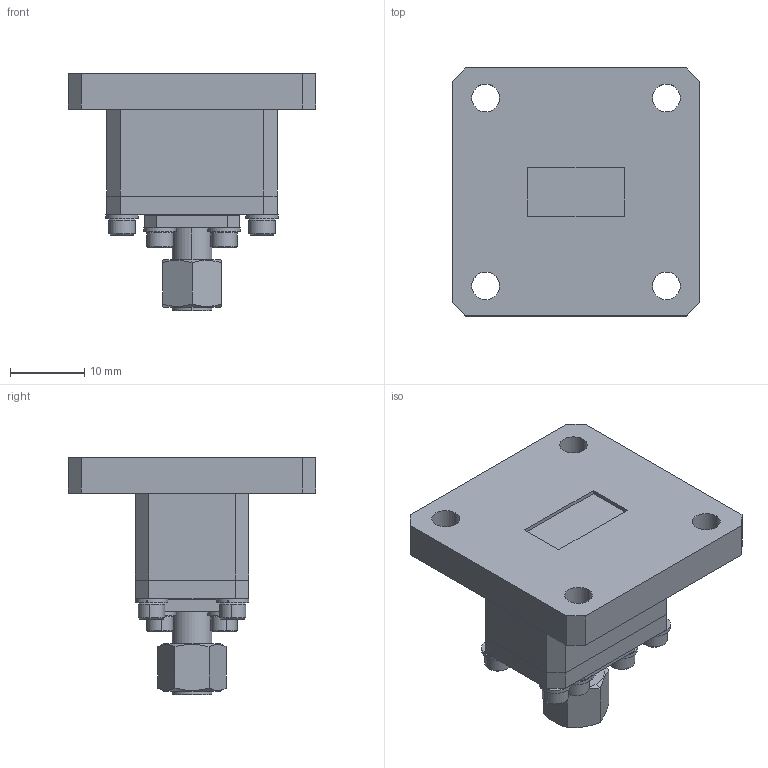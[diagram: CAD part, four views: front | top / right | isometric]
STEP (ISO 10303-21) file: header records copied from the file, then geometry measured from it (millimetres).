
FILE_DESCRIPTION (( 'STEP AP203' ), '1' );
FILE_NAME ('SWC-51KM-E1.STEP', '2018-11-02T19:38:14', ( '' ), ( '' ), 'SwSTEP 2.0', 'SolidWorks 2016', '' );
FILE_SCHEMA (( 'CONFIG_CONTROL_DESIGN' ));
Products named in the file (1): SWC-51KM-E1
Bounding box: 33.32 x 33.32 x 31.93 mm (x, y, z)
Volume: 10709.6 mm3; surface area: 6942.7 mm2
Topology: 21 solids, 21 shells, 823 faces, 2090 edges, 1330 vertices
Faces by surface type: cylinder 496, plane 177, cone 134, bspline 16
Entity records: 34389 total; most frequent: CARTESIAN_POINT 16832, ORIENTED_EDGE 4148, DIRECTION 3172, EDGE_CURVE 2074, VERTEX_POINT 1330, AXIS2_PLACEMENT_3D 1174, EDGE_LOOP 892, VECTOR 824
